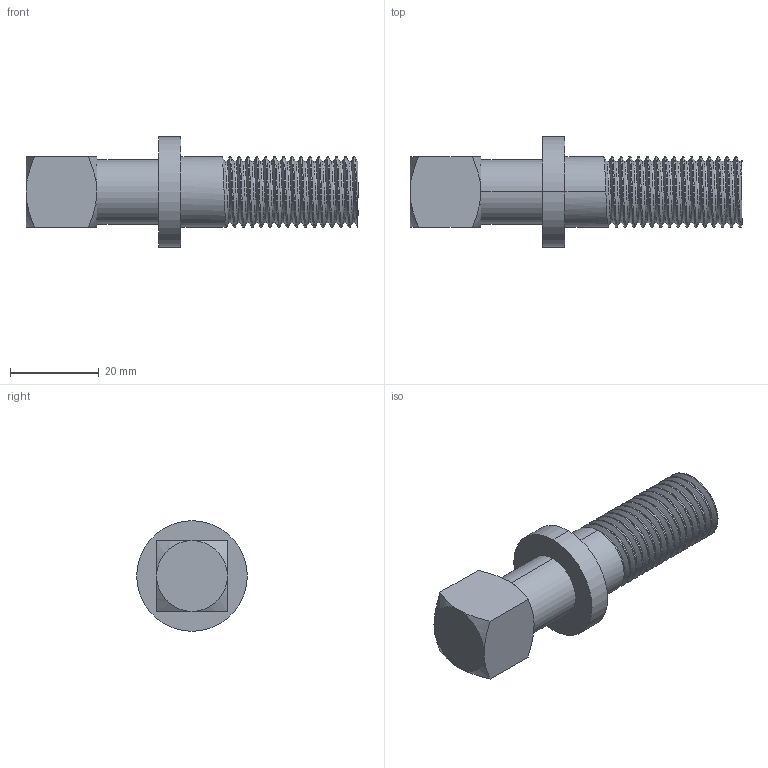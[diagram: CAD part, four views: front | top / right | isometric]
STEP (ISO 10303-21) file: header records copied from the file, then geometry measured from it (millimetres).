
FILE_DESCRIPTION (( 'STEP AP214' ), '1' );
FILE_NAME ('Clamping Screw.STEP', '2025-02-16T00:53:53', ( '' ), ( '' ), 'SwSTEP 2.0', 'SolidWorks 2024', '' );
FILE_SCHEMA (( 'AUTOMOTIVE_DESIGN' ));
Length unit declared in the file: millimetre
Products named in the file (1): Clamping Screw
Bounding box: 75 x 25 x 25 mm (x, y, z)
Volume: 15947.8 mm3; surface area: 5918 mm2
Topology: 1 solids, 1 shells, 57 faces, 146 edges, 94 vertices
Faces by surface type: cylinder 36, plane 10, cone 8, bspline 3
Entity records: 5035 total; most frequent: CARTESIAN_POINT 3862, ORIENTED_EDGE 292, DIRECTION 187, EDGE_CURVE 146, VERTEX_POINT 94, AXIS2_PLACEMENT_3D 73, EDGE_LOOP 60, ADVANCED_FACE 57
